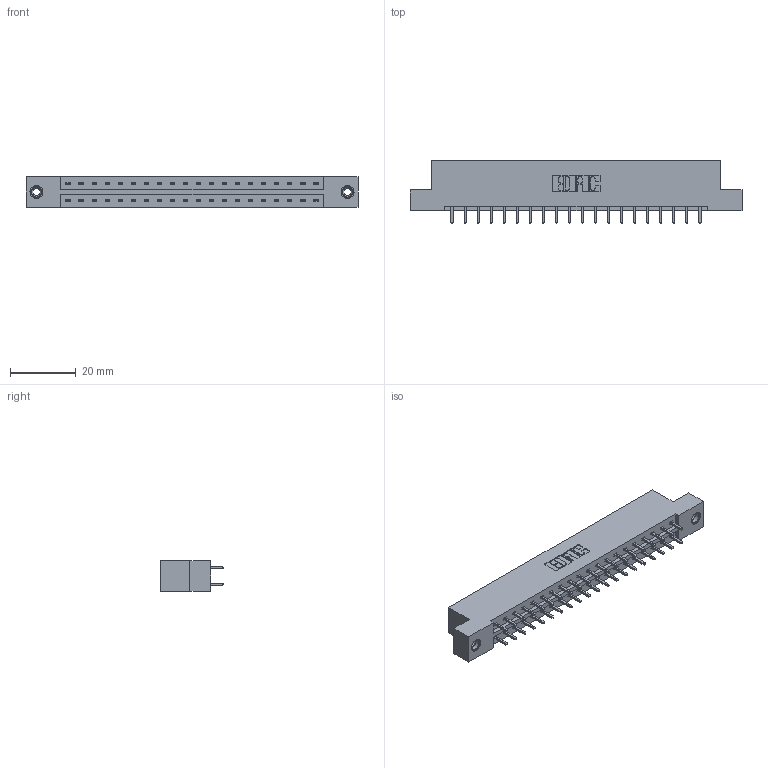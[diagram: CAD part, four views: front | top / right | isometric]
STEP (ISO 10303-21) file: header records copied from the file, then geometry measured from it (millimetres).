
FILE_DESCRIPTION (( 'STEP AP203' ), '1' );
FILE_NAME ('333-040-521-208.STEP', '2018-08-03T13:40:57', ( '' ), ( '' ), 'SwSTEP 2.0', 'SolidWorks 2016', '' );
FILE_SCHEMA (( 'CONFIG_CONTROL_DESIGN' ));
Length unit declared in the file: inch
Products named in the file (4): 333 Part_Flush - .156 Dia - TI; 345-292-001_345-293-121; 345-250-001_345-250-003-102; 333-040-521-208
Assembly tree (43 placements, depth 2):
  333-040-521-208
    333 Part_Flush - .156 Dia - TI
    345-292-001_345-293-121  x40
    345-250-001_345-250-003-102  x2
Bounding box: 100.79 x 19.06 x 9.4 mm (x, y, z)
Volume: 10061.2 mm3; surface area: 11565.1 mm2
Topology: 43 solids, 43 shells, 2254 faces, 6647 edges, 4370 vertices
Faces by surface type: plane 1542, cylinder 696, cone 12, torus 4
Entity records: 16916 total; most frequent: CARTESIAN_POINT 2813, ORIENTED_EDGE 2742, DIRECTION 2473, EDGE_CURVE 1371, VECTOR 1223, LINE 1223, VERTEX_POINT 908, AXIS2_PLACEMENT_3D 625
